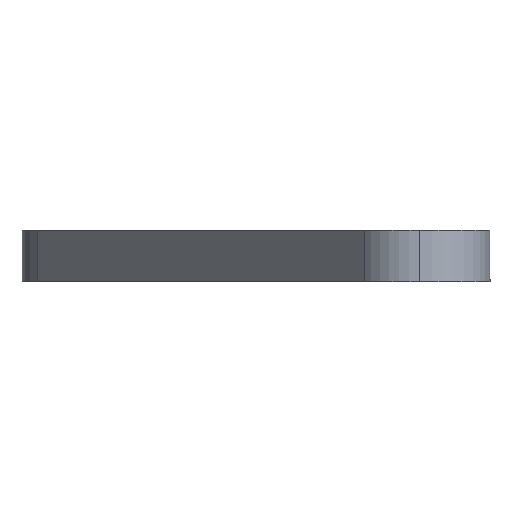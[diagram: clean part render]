
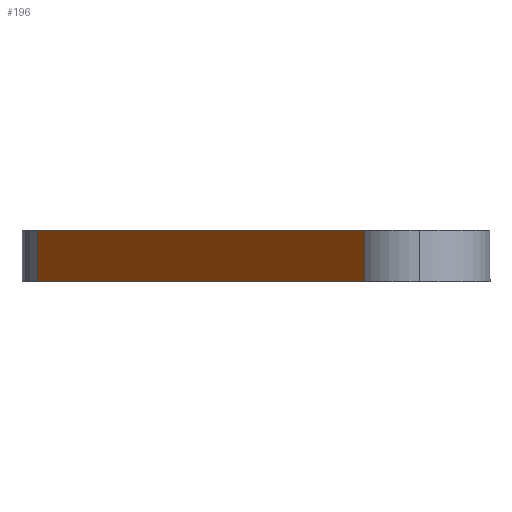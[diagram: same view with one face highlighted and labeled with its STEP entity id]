
A CAD part, left-side view. The second image highlights one B-rep face of the part: STEP entity #196.
In plain terms, the highlighted planar face has unit normal (-0.619, 0.786, 0).
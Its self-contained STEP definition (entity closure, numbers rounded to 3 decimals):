
#6 = LINE ( 'NONE', #19, #149 ) ;
#12 = LINE ( 'NONE', #436, #406 ) ;
#13 = VERTEX_POINT ( 'NONE', #131 ) ;
#19 = CARTESIAN_POINT ( 'NONE',  ( -255.82, 681.982, 705.351 ) ) ;
#25 = ORIENTED_EDGE ( 'NONE', *, *, #62, .F. ) ;
#41 = LINE ( 'NONE', #210, #110 ) ;
#61 = DIRECTION ( 'NONE',  ( 0., 0., -1. ) ) ;
#62 = EDGE_CURVE ( 'NONE', #13, #98, #41, .T. ) ;
#63 = DIRECTION ( 'NONE',  ( 0.618, -0.786, 0. ) ) ;
#69 = DIRECTION ( 'NONE',  ( 0.786, 0.618, 0. ) ) ;
#83 = EDGE_CURVE ( 'NONE', #268, #505, #6, .T. ) ;
#98 = VERTEX_POINT ( 'NONE', #265 ) ;
#110 = VECTOR ( 'NONE', #485, 1000. ) ;
#124 = CARTESIAN_POINT ( 'NONE',  ( -255.82, 681.982, 696.351 ) ) ;
#131 = CARTESIAN_POINT ( 'NONE',  ( -327.739, 625.38, 705.351 ) ) ;
#149 = VECTOR ( 'NONE', #61, 1000. ) ;
#153 = CARTESIAN_POINT ( 'NONE',  ( -327.739, 625.38, 705.351 ) ) ;
#168 = DIRECTION ( 'NONE',  ( 0.786, 0.618, 0. ) ) ;
#176 = FACE_OUTER_BOUND ( 'NONE', #329, .T. ) ;
#189 = DIRECTION ( 'NONE',  ( 0.786, 0.618, 0. ) ) ;
#196 = ADVANCED_FACE ( 'NONE', ( #176 ), #307, .F. ) ;
#210 = CARTESIAN_POINT ( 'NONE',  ( -327.739, 625.38, 705.351 ) ) ;
#213 = VECTOR ( 'NONE', #189, 1000. ) ;
#257 = EDGE_CURVE ( 'NONE', #13, #268, #429, .T. ) ;
#265 = CARTESIAN_POINT ( 'NONE',  ( -327.739, 625.38, 696.351 ) ) ;
#268 = VERTEX_POINT ( 'NONE', #342 ) ;
#307 = PLANE ( 'NONE',  #356 ) ;
#329 = EDGE_LOOP ( 'NONE', ( #374, #396, #414, #25 ) ) ;
#342 = CARTESIAN_POINT ( 'NONE',  ( -255.82, 681.982, 705.351 ) ) ;
#356 = AXIS2_PLACEMENT_3D ( 'NONE', #153, #63, #69 ) ;
#374 = ORIENTED_EDGE ( 'NONE', *, *, #257, .T. ) ;
#396 = ORIENTED_EDGE ( 'NONE', *, *, #83, .T. ) ;
#406 = VECTOR ( 'NONE', #168, 1000. ) ;
#414 = ORIENTED_EDGE ( 'NONE', *, *, #471, .F. ) ;
#423 = CARTESIAN_POINT ( 'NONE',  ( -327.739, 625.38, 705.351 ) ) ;
#429 = LINE ( 'NONE', #423, #213 ) ;
#436 = CARTESIAN_POINT ( 'NONE',  ( -327.739, 625.38, 696.351 ) ) ;
#471 = EDGE_CURVE ( 'NONE', #98, #505, #12, .T. ) ;
#485 = DIRECTION ( 'NONE',  ( 0., 0., -1. ) ) ;
#505 = VERTEX_POINT ( 'NONE', #124 ) ;
